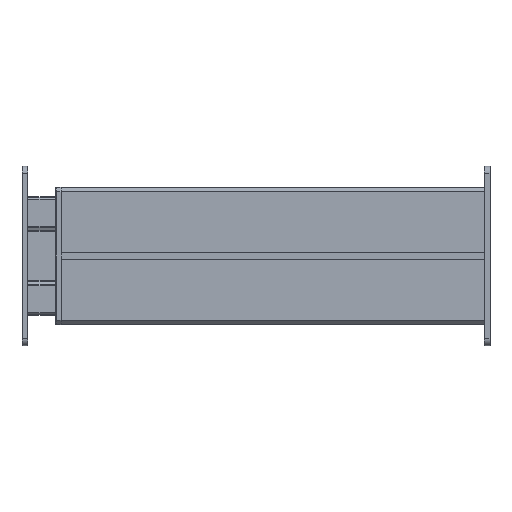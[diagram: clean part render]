
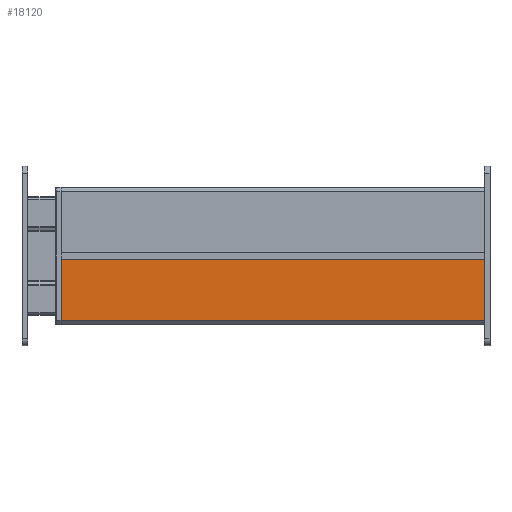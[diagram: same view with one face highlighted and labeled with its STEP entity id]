
A CAD part, left-side view. The second image highlights one B-rep face of the part: STEP entity #18120.
In plain terms, the highlighted planar face has unit normal (-1, 0, 0).
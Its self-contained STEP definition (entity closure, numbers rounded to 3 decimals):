
#77 = AXIS2_PLACEMENT_3D ( 'NONE', #15099, #16773, #1115 ) ;
#1040 = EDGE_CURVE ( 'NONE', #2551, #9750, #7793, .T. ) ;
#1115 = DIRECTION ( 'NONE',  ( 0., 0., -1. ) ) ;
#1564 = EDGE_CURVE ( 'NONE', #9750, #2893, #7981, .T. ) ;
#2198 = VECTOR ( 'NONE', #19658, 1000. ) ;
#2551 = VERTEX_POINT ( 'NONE', #19265 ) ;
#2893 = VERTEX_POINT ( 'NONE', #14094 ) ;
#2979 = EDGE_LOOP ( 'NONE', ( #7349, #19272, #8265, #6290 ) ) ;
#3001 = CARTESIAN_POINT ( 'NONE',  ( -74.2, -56., -5.5 ) ) ;
#3206 = CARTESIAN_POINT ( 'NONE',  ( -74.2, -56., -5.5 ) ) ;
#3423 = VECTOR ( 'NONE', #20307, 1000. ) ;
#3779 = PLANE ( 'NONE',  #77 ) ;
#5913 = EDGE_CURVE ( 'NONE', #14975, #2893, #11343, .T. ) ;
#6290 = ORIENTED_EDGE ( 'NONE', *, *, #1040, .T. ) ;
#6432 = LINE ( 'NONE', #8425, #10640 ) ;
#7349 = ORIENTED_EDGE ( 'NONE', *, *, #1564, .T. ) ;
#7793 = LINE ( 'NONE', #16101, #16194 ) ;
#7981 = LINE ( 'NONE', #3001, #3423 ) ;
#8087 = DIRECTION ( 'NONE',  ( 0., 0., -1. ) ) ;
#8180 = CARTESIAN_POINT ( 'NONE',  ( -74.2, -662., -91.786 ) ) ;
#8265 = ORIENTED_EDGE ( 'NONE', *, *, #15193, .F. ) ;
#8425 = CARTESIAN_POINT ( 'NONE',  ( -74.2, -662., -5.5 ) ) ;
#9750 = VERTEX_POINT ( 'NONE', #3206 ) ;
#10640 = VECTOR ( 'NONE', #8087, 1000. ) ;
#11343 = LINE ( 'NONE', #13032, #2198 ) ;
#11791 = DIRECTION ( 'NONE',  ( 0., 1., 0. ) ) ;
#13032 = CARTESIAN_POINT ( 'NONE',  ( -74.2, -662., -91.786 ) ) ;
#14094 = CARTESIAN_POINT ( 'NONE',  ( -74.2, -56., -91.786 ) ) ;
#14975 = VERTEX_POINT ( 'NONE', #8180 ) ;
#15099 = CARTESIAN_POINT ( 'NONE',  ( -74.2, -662., -5.5 ) ) ;
#15193 = EDGE_CURVE ( 'NONE', #2551, #14975, #6432, .T. ) ;
#16101 = CARTESIAN_POINT ( 'NONE',  ( -74.2, -662., -5.5 ) ) ;
#16111 = FACE_OUTER_BOUND ( 'NONE', #2979, .T. ) ;
#16194 = VECTOR ( 'NONE', #11791, 1000. ) ;
#16773 = DIRECTION ( 'NONE',  ( 1., 0., 0. ) ) ;
#18120 = ADVANCED_FACE ( 'NONE', ( #16111 ), #3779, .F. ) ;
#19265 = CARTESIAN_POINT ( 'NONE',  ( -74.2, -662., -5.5 ) ) ;
#19272 = ORIENTED_EDGE ( 'NONE', *, *, #5913, .F. ) ;
#19658 = DIRECTION ( 'NONE',  ( 0., 1., 0. ) ) ;
#20307 = DIRECTION ( 'NONE',  ( 0., 0., -1. ) ) ;
